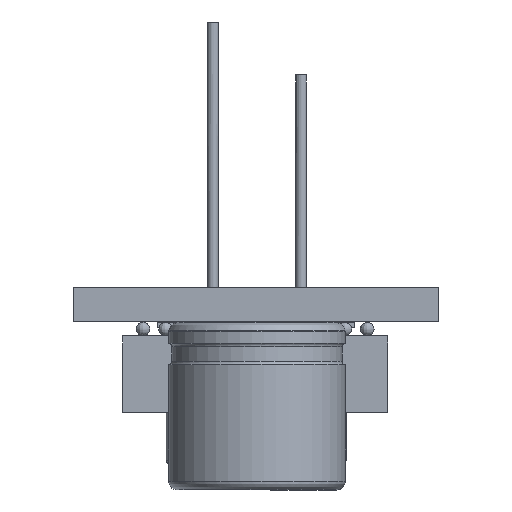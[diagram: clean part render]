
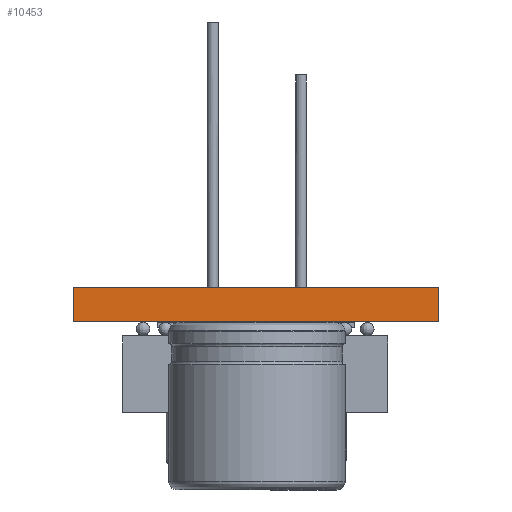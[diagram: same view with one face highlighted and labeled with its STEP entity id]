
A CAD part, left-side view. The second image highlights one B-rep face of the part: STEP entity #10453.
In plain terms, the highlighted planar face has unit normal (-1, 0, 0).
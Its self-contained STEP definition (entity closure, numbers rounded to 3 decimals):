
#10453 = ADVANCED_FACE('',(#10454),#10468,.T.);
#10454 = FACE_BOUND('',#10455,.T.);
#10455 = EDGE_LOOP('',(#10456,#10491,#10519,#10547));
#10456 = ORIENTED_EDGE('',*,*,#10457,.T.);
#10457 = EDGE_CURVE('',#10458,#10460,#10462,.T.);
#10458 = VERTEX_POINT('',#10459);
#10459 = CARTESIAN_POINT('',(0.,-0.,0.));
#10460 = VERTEX_POINT('',#10461);
#10461 = CARTESIAN_POINT('',(0.,0.,1.931));
#10462 = SURFACE_CURVE('',#10463,(#10467,#10479),.PCURVE_S1.);
#10463 = LINE('',#10464,#10465);
#10464 = CARTESIAN_POINT('',(0.,-0.,0.));
#10465 = VECTOR('',#10466,1.);
#10466 = DIRECTION('',(0.,0.,1.));
#10467 = PCURVE('',#10468,#10473);
#10468 = PLANE('',#10469);
#10469 = AXIS2_PLACEMENT_3D('',#10470,#10471,#10472);
#10470 = CARTESIAN_POINT('',(0.,0.,0.));
#10471 = DIRECTION('',(-1.,0.,0.));
#10472 = DIRECTION('',(0.,1.,0.));
#10473 = DEFINITIONAL_REPRESENTATION('',(#10474),#10478);
#10474 = LINE('',#10475,#10476);
#10475 = CARTESIAN_POINT('',(0.,0.));
#10476 = VECTOR('',#10477,1.);
#10477 = DIRECTION('',(0.,-1.));
#10478 = ( GEOMETRIC_REPRESENTATION_CONTEXT(2) 
PARAMETRIC_REPRESENTATION_CONTEXT() REPRESENTATION_CONTEXT('2D SPACE',''
  ) );
#10479 = PCURVE('',#10480,#10485);
#10480 = PLANE('',#10481);
#10481 = AXIS2_PLACEMENT_3D('',#10482,#10483,#10484);
#10482 = CARTESIAN_POINT('',(160.,0.,0.));
#10483 = DIRECTION('',(0.,-1.,0.));
#10484 = DIRECTION('',(-1.,0.,0.));
#10485 = DEFINITIONAL_REPRESENTATION('',(#10486),#10490);
#10486 = LINE('',#10487,#10488);
#10487 = CARTESIAN_POINT('',(160.,0.));
#10488 = VECTOR('',#10489,1.);
#10489 = DIRECTION('',(0.,-1.));
#10490 = ( GEOMETRIC_REPRESENTATION_CONTEXT(2) 
PARAMETRIC_REPRESENTATION_CONTEXT() REPRESENTATION_CONTEXT('2D SPACE',''
  ) );
#10491 = ORIENTED_EDGE('',*,*,#10492,.T.);
#10492 = EDGE_CURVE('',#10460,#10493,#10495,.T.);
#10493 = VERTEX_POINT('',#10494);
#10494 = CARTESIAN_POINT('',(0.,20.7,1.931));
#10495 = SURFACE_CURVE('',#10496,(#10500,#10507),.PCURVE_S1.);
#10496 = LINE('',#10497,#10498);
#10497 = CARTESIAN_POINT('',(0.,0.,1.931));
#10498 = VECTOR('',#10499,1.);
#10499 = DIRECTION('',(0.,1.,0.));
#10500 = PCURVE('',#10468,#10501);
#10501 = DEFINITIONAL_REPRESENTATION('',(#10502),#10506);
#10502 = LINE('',#10503,#10504);
#10503 = CARTESIAN_POINT('',(0.,-1.931));
#10504 = VECTOR('',#10505,1.);
#10505 = DIRECTION('',(1.,0.));
#10506 = ( GEOMETRIC_REPRESENTATION_CONTEXT(2) 
PARAMETRIC_REPRESENTATION_CONTEXT() REPRESENTATION_CONTEXT('2D SPACE',''
  ) );
#10507 = PCURVE('',#10508,#10513);
#10508 = PLANE('',#10509);
#10509 = AXIS2_PLACEMENT_3D('',#10510,#10511,#10512);
#10510 = CARTESIAN_POINT('',(83.627,10.427,1.931));
#10511 = DIRECTION('',(-0.,-0.,-1.));
#10512 = DIRECTION('',(-1.,0.,0.));
#10513 = DEFINITIONAL_REPRESENTATION('',(#10514),#10518);
#10514 = LINE('',#10515,#10516);
#10515 = CARTESIAN_POINT('',(83.627,-10.427));
#10516 = VECTOR('',#10517,1.);
#10517 = DIRECTION('',(0.,1.));
#10518 = ( GEOMETRIC_REPRESENTATION_CONTEXT(2) 
PARAMETRIC_REPRESENTATION_CONTEXT() REPRESENTATION_CONTEXT('2D SPACE',''
  ) );
#10519 = ORIENTED_EDGE('',*,*,#10520,.F.);
#10520 = EDGE_CURVE('',#10521,#10493,#10523,.T.);
#10521 = VERTEX_POINT('',#10522);
#10522 = CARTESIAN_POINT('',(0.,20.7,0.));
#10523 = SURFACE_CURVE('',#10524,(#10528,#10535),.PCURVE_S1.);
#10524 = LINE('',#10525,#10526);
#10525 = CARTESIAN_POINT('',(0.,20.7,0.));
#10526 = VECTOR('',#10527,1.);
#10527 = DIRECTION('',(0.,0.,1.));
#10528 = PCURVE('',#10468,#10529);
#10529 = DEFINITIONAL_REPRESENTATION('',(#10530),#10534);
#10530 = LINE('',#10531,#10532);
#10531 = CARTESIAN_POINT('',(20.7,0.));
#10532 = VECTOR('',#10533,1.);
#10533 = DIRECTION('',(0.,-1.));
#10534 = ( GEOMETRIC_REPRESENTATION_CONTEXT(2) 
PARAMETRIC_REPRESENTATION_CONTEXT() REPRESENTATION_CONTEXT('2D SPACE',''
  ) );
#10535 = PCURVE('',#10536,#10541);
#10536 = PLANE('',#10537);
#10537 = AXIS2_PLACEMENT_3D('',#10538,#10539,#10540);
#10538 = CARTESIAN_POINT('',(0.,20.7,0.));
#10539 = DIRECTION('',(0.,1.,0.));
#10540 = DIRECTION('',(1.,0.,0.));
#10541 = DEFINITIONAL_REPRESENTATION('',(#10542),#10546);
#10542 = LINE('',#10543,#10544);
#10543 = CARTESIAN_POINT('',(0.,0.));
#10544 = VECTOR('',#10545,1.);
#10545 = DIRECTION('',(0.,-1.));
#10546 = ( GEOMETRIC_REPRESENTATION_CONTEXT(2) 
PARAMETRIC_REPRESENTATION_CONTEXT() REPRESENTATION_CONTEXT('2D SPACE',''
  ) );
#10547 = ORIENTED_EDGE('',*,*,#10548,.F.);
#10548 = EDGE_CURVE('',#10458,#10521,#10549,.T.);
#10549 = SURFACE_CURVE('',#10550,(#10554,#10561),.PCURVE_S1.);
#10550 = LINE('',#10551,#10552);
#10551 = CARTESIAN_POINT('',(0.,-0.,0.));
#10552 = VECTOR('',#10553,1.);
#10553 = DIRECTION('',(0.,1.,0.));
#10554 = PCURVE('',#10468,#10555);
#10555 = DEFINITIONAL_REPRESENTATION('',(#10556),#10560);
#10556 = LINE('',#10557,#10558);
#10557 = CARTESIAN_POINT('',(0.,0.));
#10558 = VECTOR('',#10559,1.);
#10559 = DIRECTION('',(1.,0.));
#10560 = ( GEOMETRIC_REPRESENTATION_CONTEXT(2) 
PARAMETRIC_REPRESENTATION_CONTEXT() REPRESENTATION_CONTEXT('2D SPACE',''
  ) );
#10561 = PCURVE('',#10562,#10567);
#10562 = PLANE('',#10563);
#10563 = AXIS2_PLACEMENT_3D('',#10564,#10565,#10566);
#10564 = CARTESIAN_POINT('',(83.627,10.427,0.));
#10565 = DIRECTION('',(-0.,-0.,-1.));
#10566 = DIRECTION('',(-1.,0.,0.));
#10567 = DEFINITIONAL_REPRESENTATION('',(#10568),#10572);
#10568 = LINE('',#10569,#10570);
#10569 = CARTESIAN_POINT('',(83.627,-10.427));
#10570 = VECTOR('',#10571,1.);
#10571 = DIRECTION('',(0.,1.));
#10572 = ( GEOMETRIC_REPRESENTATION_CONTEXT(2) 
PARAMETRIC_REPRESENTATION_CONTEXT() REPRESENTATION_CONTEXT('2D SPACE',''
  ) );
